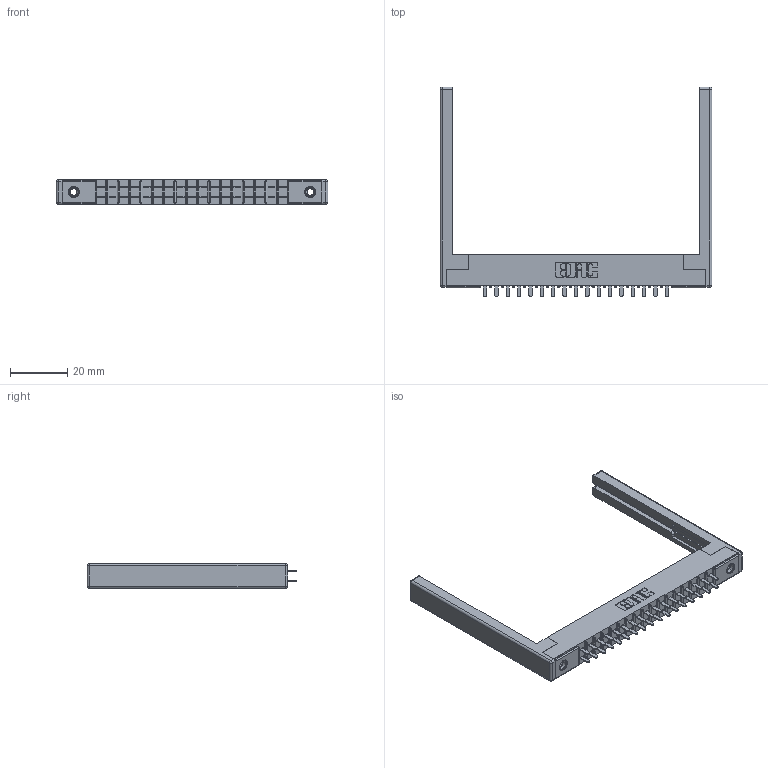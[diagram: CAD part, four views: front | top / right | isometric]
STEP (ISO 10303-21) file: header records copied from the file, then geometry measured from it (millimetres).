
FILE_DESCRIPTION (( 'STEP AP203' ), '1' );
FILE_NAME ('315-034-521-268.STEP', '2019-09-10T15:56:31', ( '' ), ( '' ), 'SwSTEP 2.0', 'SolidWorks 2016', '' );
FILE_SCHEMA (( 'CONFIG_CONTROL_DESIGN' ));
Length unit declared in the file: inch
Products named in the file (5): 315-034-521-268; 305-290-001_521; 345-250-001_345-250-001-102; 305 Part_.156 Dia; 307-220-068
Assembly tree (39 placements, depth 2):
  315-034-521-268
    305 Part_.156 Dia
    305-290-001_521  x34
    345-250-001_345-250-001-102  x2
    307-220-068  x2
Bounding box: 94.79 x 73.15 x 8.71 mm (x, y, z)
Volume: 10498.6 mm3; surface area: 14771.4 mm2
Topology: 39 solids, 39 shells, 1834 faces, 5177 edges, 3338 vertices
Faces by surface type: plane 1074, cylinder 668, sphere 76, cone 12, torus 4
Entity records: 24089 total; most frequent: CARTESIAN_POINT 3958, ORIENTED_EDGE 3916, DIRECTION 3868, EDGE_CURVE 1958, VECTOR 1548, LINE 1548, VERTEX_POINT 1250, AXIS2_PLACEMENT_3D 1160
